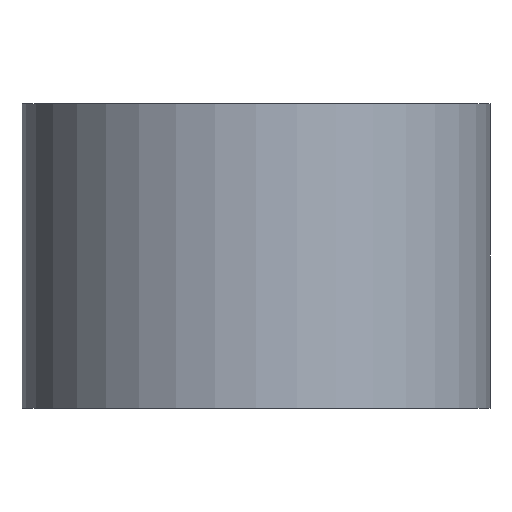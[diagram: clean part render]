
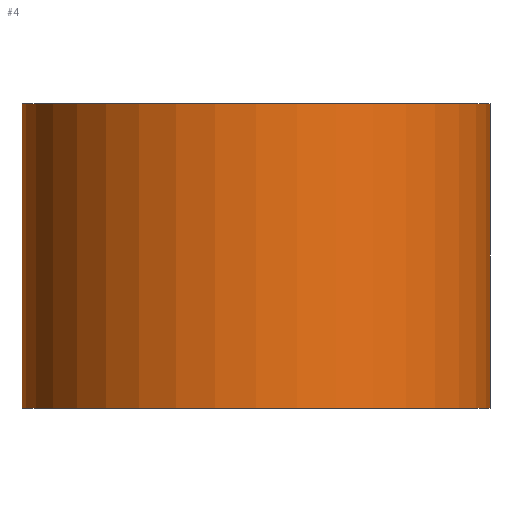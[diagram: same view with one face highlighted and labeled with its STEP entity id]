
A CAD part, front view. The second image highlights one B-rep face of the part: STEP entity #4.
In plain terms, the highlighted cylindrical face has radius 9.75 mm (diameter 19.5 mm), a partial arc.
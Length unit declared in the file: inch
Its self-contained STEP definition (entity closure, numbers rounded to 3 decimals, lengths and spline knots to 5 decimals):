
#4 = ADVANCED_FACE ( 'NONE', ( #298 ), #55, .T. ) ;
#15 = ORIENTED_EDGE ( 'NONE', *, *, #191, .F. ) ;
#18 = VERTEX_POINT ( 'NONE', #104 ) ;
#21 = CIRCLE ( 'NONE', #319, 0.38386 ) ;
#27 = CARTESIAN_POINT ( 'NONE',  ( 0., 0., 0.25 ) ) ;
#38 = DIRECTION ( 'NONE',  ( 0., 0., 1. ) ) ;
#47 = AXIS2_PLACEMENT_3D ( 'NONE', #27, #128, #318 ) ;
#55 = CYLINDRICAL_SURFACE ( 'NONE', #47, 0.38386 ) ;
#63 = EDGE_CURVE ( 'NONE', #256, #76, #278, .T. ) ;
#76 = VERTEX_POINT ( 'NONE', #351 ) ;
#77 = VECTOR ( 'NONE', #156, 39.37008 ) ;
#82 = AXIS2_PLACEMENT_3D ( 'NONE', #165, #112, #169 ) ;
#97 = ORIENTED_EDGE ( 'NONE', *, *, #138, .F. ) ;
#104 = CARTESIAN_POINT ( 'NONE',  ( 0.38386, 0., 0.25 ) ) ;
#108 = CARTESIAN_POINT ( 'NONE',  ( 0.38386, 0., -0.25 ) ) ;
#112 = DIRECTION ( 'NONE',  ( 0., 0., 1. ) ) ;
#116 = DIRECTION ( 'NONE',  ( 1., 0., 0. ) ) ;
#128 = DIRECTION ( 'NONE',  ( 0., 0., -1. ) ) ;
#136 = CARTESIAN_POINT ( 'NONE',  ( -0.38386, 0., 0.25 ) ) ;
#138 = EDGE_CURVE ( 'NONE', #256, #18, #338, .T. ) ;
#153 = EDGE_CURVE ( 'NONE', #76, #233, #21, .T. ) ;
#156 = DIRECTION ( 'NONE',  ( 0., 0., -1. ) ) ;
#165 = CARTESIAN_POINT ( 'NONE',  ( 0., 0., 0.25 ) ) ;
#169 = DIRECTION ( 'NONE',  ( 1., 0., 0. ) ) ;
#175 = EDGE_LOOP ( 'NONE', ( #15, #97, #209, #335 ) ) ;
#191 = EDGE_CURVE ( 'NONE', #18, #233, #334, .T. ) ;
#199 = DIRECTION ( 'NONE',  ( 0., 0., -1. ) ) ;
#209 = ORIENTED_EDGE ( 'NONE', *, *, #63, .T. ) ;
#211 = VECTOR ( 'NONE', #199, 39.37008 ) ;
#233 = VERTEX_POINT ( 'NONE', #108 ) ;
#253 = CARTESIAN_POINT ( 'NONE',  ( 0.38386, 0., 0.25 ) ) ;
#256 = VERTEX_POINT ( 'NONE', #281 ) ;
#278 = LINE ( 'NONE', #136, #77 ) ;
#279 = CARTESIAN_POINT ( 'NONE',  ( 0., 0., -0.25 ) ) ;
#281 = CARTESIAN_POINT ( 'NONE',  ( -0.38386, 0., 0.25 ) ) ;
#298 = FACE_OUTER_BOUND ( 'NONE', #175, .T. ) ;
#318 = DIRECTION ( 'NONE',  ( -1., 0., 0. ) ) ;
#319 = AXIS2_PLACEMENT_3D ( 'NONE', #279, #38, #116 ) ;
#334 = LINE ( 'NONE', #253, #211 ) ;
#335 = ORIENTED_EDGE ( 'NONE', *, *, #153, .T. ) ;
#338 = CIRCLE ( 'NONE', #82, 0.38386 ) ;
#351 = CARTESIAN_POINT ( 'NONE',  ( -0.38386, 0., -0.25 ) ) ;
